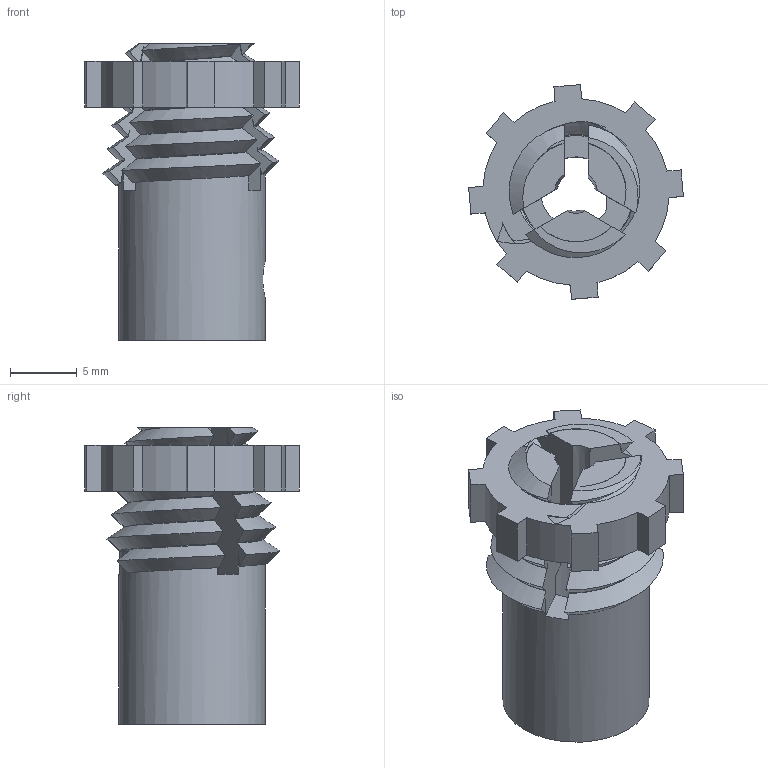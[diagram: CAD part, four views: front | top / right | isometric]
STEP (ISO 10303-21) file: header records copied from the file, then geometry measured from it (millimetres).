
FILE_DESCRIPTION(/* description */ (''),/* implementation_level */ '2;1');
FILE_NAME(/* name */ 'Assembly_Motorcoupling_Nema_M3_Selfcentering.iam.step',/* time_stamp */ '2022-11-29T09:14:10+01:00',/* author */ ('diederichbenedict'),/* organization */ (''),/* preprocessor_version */ 'ST-DEVELOPER v18.1',/* originating_system */ 'Autodesk Inventor 2022',/* authorisation */ '');
FILE_SCHEMA (('AUTOMOTIVE_DESIGN { 1 0 10303 214 3 1 1 }'));
Length unit declared in the file: millimetre
Products named in the file (3): Assembly_Motorcoupling_Nema_M3_Selfcentering; 00_coupler_5_3_nema_screw; 00_coupler_5_3_nema_screw_nut
Assembly tree (2 placements, depth 2):
  Assembly_Motorcoupling_Nema_M3_Selfcentering
    00_coupler_5_3_nema_screw
    00_coupler_5_3_nema_screw_nut
Bounding box: 16.12 x 16.12 x 22.25 mm (x, y, z)
Volume: 1765.2 mm3; surface area: 2400.5 mm2
Topology: 4 solids, 4 shells, 149 faces, 426 edges, 283 vertices
Faces by surface type: bspline 60, plane 55, cone 23, cylinder 11
Full cylindrical faces by diameter (mm): 2.8 x1, 11 x1
Entity records: 10741 total; most frequent: CARTESIAN_POINT 7387, ORIENTED_EDGE 852, EDGE_CURVE 426, DIRECTION 418, VERTEX_POINT 283, B_SPLINE_CURVE_WITH_KNOTS 204, EDGE_LOOP 153, FACE_OUTER_BOUND 149
